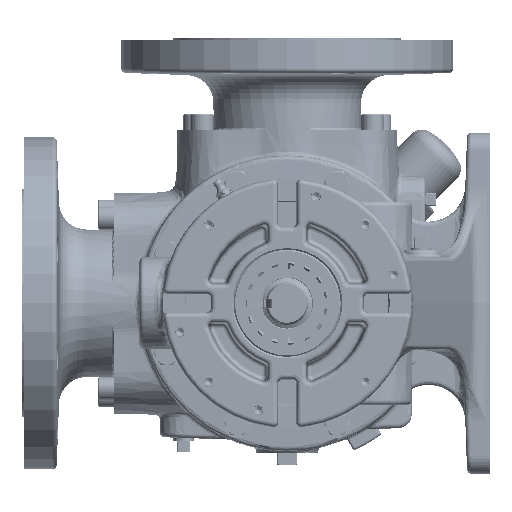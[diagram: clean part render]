
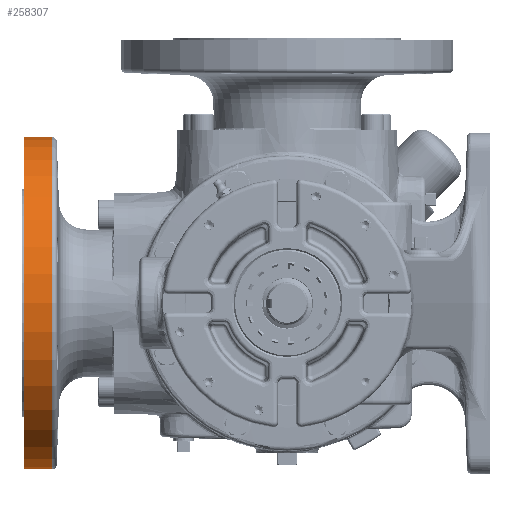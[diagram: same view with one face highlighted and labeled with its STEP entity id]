
A CAD part, left-side view. The second image highlights one B-rep face of the part: STEP entity #258307.
In plain terms, the highlighted cylindrical face has radius 114.3 mm (diameter 228.6 mm), a partial arc.
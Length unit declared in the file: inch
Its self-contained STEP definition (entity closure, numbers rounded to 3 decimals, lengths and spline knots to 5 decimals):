
#18650 = CARTESIAN_POINT ( 'NONE',  ( 2.78, 6.36588, -4.5 ) ) ;
#26792 = CIRCLE ( 'NONE', #183008, 4.5 ) ;
#28857 = CARTESIAN_POINT ( 'NONE',  ( 2.78, 7.58714, 0. ) ) ;
#34258 = CARTESIAN_POINT ( 'NONE',  ( 2.78, 6.36588, 0. ) ) ;
#43194 = EDGE_CURVE ( 'NONE', #76825, #292078, #188266, .T. ) ;
#68939 = DIRECTION ( 'NONE',  ( 0., 0., 1. ) ) ;
#76825 = VERTEX_POINT ( 'NONE', #18650 ) ;
#86143 = AXIS2_PLACEMENT_3D ( 'NONE', #28857, #141721, #204860 ) ;
#109141 = ORIENTED_EDGE ( 'NONE', *, *, #43194, .T. ) ;
#113743 = VECTOR ( 'NONE', #119489, 39.37008 ) ;
#119489 = DIRECTION ( 'NONE',  ( 0., 1., 0. ) ) ;
#141721 = DIRECTION ( 'NONE',  ( 0., 1., 0. ) ) ;
#171970 = VERTEX_POINT ( 'NONE', #334160 ) ;
#181427 = CARTESIAN_POINT ( 'NONE',  ( 2.78, 7.13, 0. ) ) ;
#183008 = AXIS2_PLACEMENT_3D ( 'NONE', #181427, #305595, #230039 ) ;
#188266 = CIRCLE ( 'NONE', #351135, 4.5 ) ;
#194785 = CYLINDRICAL_SURFACE ( 'NONE', #86143, 4.5 ) ;
#197034 = EDGE_LOOP ( 'NONE', ( #109141, #400565, #322749, #357481 ) ) ;
#204860 = DIRECTION ( 'NONE',  ( 0., 0., -1. ) ) ;
#207072 = CARTESIAN_POINT ( 'NONE',  ( 2.78, 7.58714, -4.5 ) ) ;
#221814 = DIRECTION ( 'NONE',  ( 0., 1., 0. ) ) ;
#230039 = DIRECTION ( 'NONE',  ( 1., 0., 0. ) ) ;
#231438 = EDGE_CURVE ( 'NONE', #171970, #242312, #26792, .T. ) ;
#242312 = VERTEX_POINT ( 'NONE', #280924 ) ;
#247739 = CARTESIAN_POINT ( 'NONE',  ( 2.78, 7.58714, 4.5 ) ) ;
#258307 = ADVANCED_FACE ( 'NONE', ( #355659 ), #194785, .T. ) ;
#280924 = CARTESIAN_POINT ( 'NONE',  ( 2.78, 7.13, 4.5 ) ) ;
#284442 = EDGE_CURVE ( 'NONE', #76825, #171970, #367833, .T. ) ;
#291746 = VECTOR ( 'NONE', #365839, 39.37008 ) ;
#292078 = VERTEX_POINT ( 'NONE', #321115 ) ;
#305595 = DIRECTION ( 'NONE',  ( 0., 1., 0. ) ) ;
#321115 = CARTESIAN_POINT ( 'NONE',  ( 2.78, 6.36588, 4.5 ) ) ;
#322749 = ORIENTED_EDGE ( 'NONE', *, *, #231438, .F. ) ;
#334160 = CARTESIAN_POINT ( 'NONE',  ( 2.78, 7.13, -4.5 ) ) ;
#351135 = AXIS2_PLACEMENT_3D ( 'NONE', #34258, #221814, #68939 ) ;
#355659 = FACE_OUTER_BOUND ( 'NONE', #197034, .T. ) ;
#357481 = ORIENTED_EDGE ( 'NONE', *, *, #284442, .F. ) ;
#365839 = DIRECTION ( 'NONE',  ( 0., 1., 0. ) ) ;
#367833 = LINE ( 'NONE', #207072, #291746 ) ;
#371970 = LINE ( 'NONE', #247739, #113743 ) ;
#388383 = EDGE_CURVE ( 'NONE', #292078, #242312, #371970, .T. ) ;
#400565 = ORIENTED_EDGE ( 'NONE', *, *, #388383, .T. ) ;
